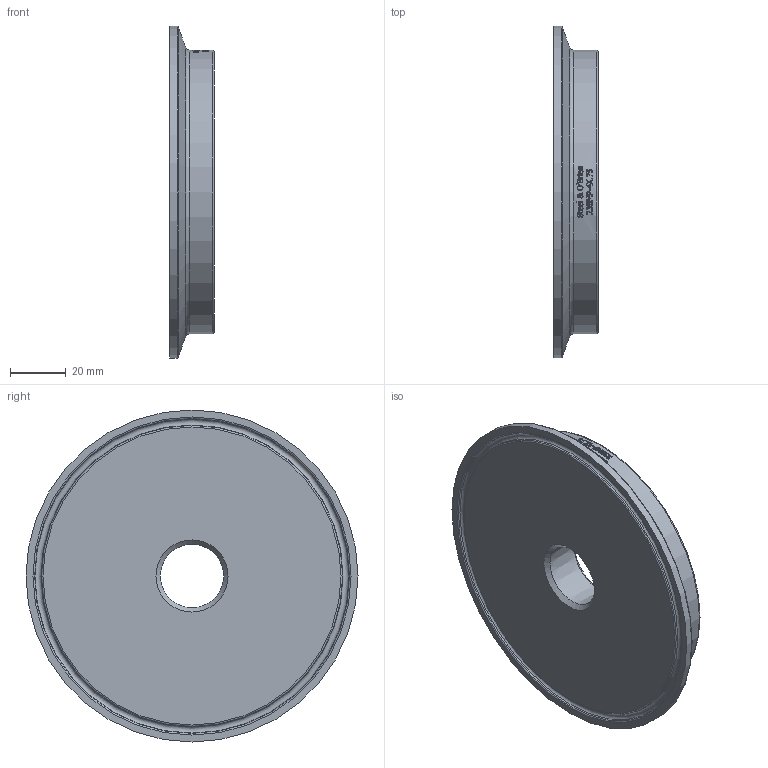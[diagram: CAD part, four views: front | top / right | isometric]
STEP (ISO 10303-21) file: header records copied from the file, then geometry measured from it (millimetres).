
FILE_DESCRIPTION(/* description */ (''),/* implementation_level */ '2;1');
FILE_NAME(/* name */ '23BMP-4X.75.ipt.stp',/* time_stamp */ '2019-05-02T16:16:32-04:00',/* author */ ('Engineering'),/* organization */ (''),/* preprocessor_version */ 'ST-DEVELOPER v15.2',/* originating_system */ 'Autodesk Inventor 2014',/* authorisation */ '');
FILE_SCHEMA (('AUTOMOTIVE_DESIGN { 1 0 10303 214 3 1 1 }'));
Length unit declared in the file: inch
Products named in the file (1): 23BMP-4X.75
Bounding box: 15.88 x 118.92 x 118.92 mm (x, y, z)
Volume: 133821.1 mm3; surface area: 27152.8 mm2
Topology: 1 solids, 1 shells, 411 faces, 1102 edges, 731 vertices
Faces by surface type: bspline 184, plane 176, cylinder 39, cone 6, torus 6
Full cylindrical faces by diameter (mm): 101.6 x1, 118.923 x1
Entity records: 16262 total; most frequent: CARTESIAN_POINT 7016, ORIENTED_EDGE 2176, DIRECTION 1401, EDGE_CURVE 1088, VERTEX_POINT 731, LINE 495, VECTOR 495, EDGE_LOOP 465
